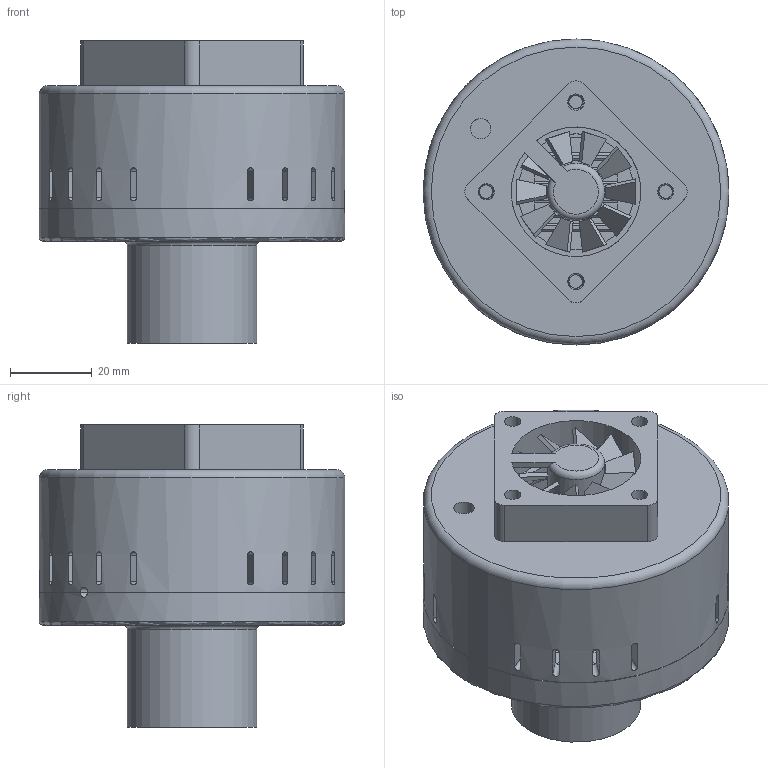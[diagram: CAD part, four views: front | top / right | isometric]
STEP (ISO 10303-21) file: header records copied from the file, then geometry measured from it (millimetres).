
FILE_DESCRIPTION(/* description */ (''),/* implementation_level */ '2;1');
FILE_NAME(/* name */ 'cam v6.step',/* time_stamp */ '2023-07-26T13:01:50+02:00',/* author */ (''),/* organization */ (''),/* preprocessor_version */ 'ST-DEVELOPER v19.2',/* originating_system */ 'Autodesk Translation Framework v12.6.0.85',/* authorisation */ '');
FILE_SCHEMA (('AUTOMOTIVE_DESIGN { 1 0 10303 214 3 1 1 }'));
Products named in the file (1): cam
Bounding box: 75 x 75 x 74.1 mm (x, y, z)
Volume: 90709.3 mm3; surface area: 55183.7 mm2
Topology: 15 solids, 15 shells, 692 faces, 1923 edges, 1269 vertices
Faces by surface type: cylinder 466, plane 163, bspline 28, torus 26, cone 9
Full cylindrical faces by diameter (mm): 2.529 x16, 3.086 x8, 3.332 x56, 4 x12, 4.109 x24, 5 x1, 7 x4, 14 x1, 24.683 x34, 25.529 x35, 28.476 x1, 31.75 x1, 31.791 x1, 75 x2
Entity records: 49829 total; most frequent: CARTESIAN_POINT 33575, ORIENTED_EDGE 3842, DIRECTION 2573, EDGE_CURVE 1921, VERTEX_POINT 1269, B_SPLINE_CURVE_WITH_KNOTS 904, AXIS2_PLACEMENT_3D 891, LINE 791
